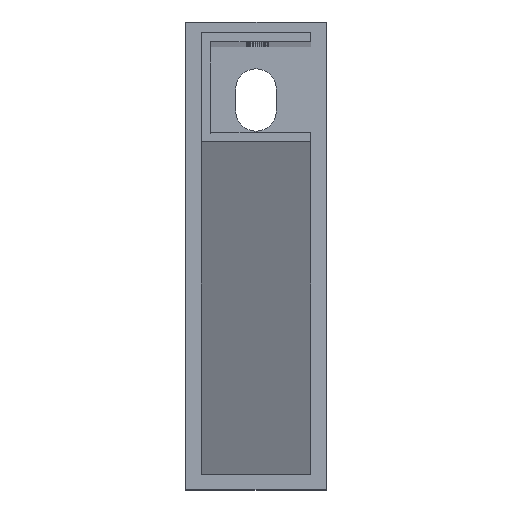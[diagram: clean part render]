
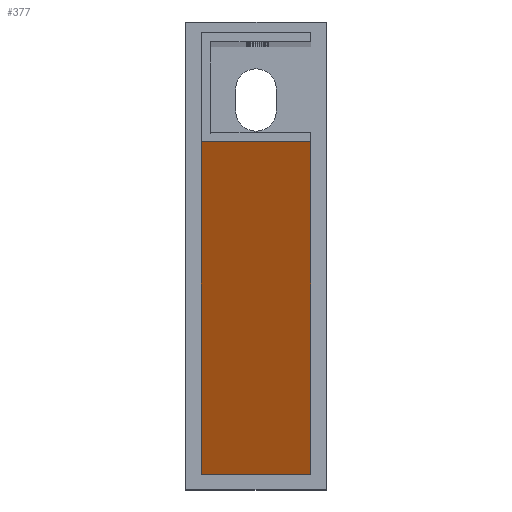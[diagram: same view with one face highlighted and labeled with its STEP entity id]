
A CAD part, top view. The second image highlights one B-rep face of the part: STEP entity #377.
In plain terms, the highlighted planar face has unit normal (0, -0.994, 0.112).
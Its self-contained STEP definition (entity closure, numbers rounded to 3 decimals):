
#136 = DIRECTION ( 'NONE',  ( 0., -0.112, -0.994 ) ) ;
#309 = VERTEX_POINT ( 'NONE', #5046 ) ;
#320 = FACE_OUTER_BOUND ( 'NONE', #713, .T. ) ;
#335 = LINE ( 'NONE', #1884, #987 ) ;
#377 = ADVANCED_FACE ( 'NONE', ( #320 ), #1869, .T. ) ;
#706 = CARTESIAN_POINT ( 'NONE',  ( 5., 110., 936. ) ) ;
#713 = EDGE_LOOP ( 'NONE', ( #1418, #4113, #4695, #1227 ) ) ;
#778 = EDGE_CURVE ( 'NONE', #2676, #2900, #4131, .T. ) ;
#987 = VECTOR ( 'NONE', #3058, 1000. ) ;
#1036 = CARTESIAN_POINT ( 'NONE',  ( 5., 5., 6. ) ) ;
#1227 = ORIENTED_EDGE ( 'NONE', *, *, #778, .F. ) ;
#1320 = AXIS2_PLACEMENT_3D ( 'NONE', #1895, #1434, #3422 ) ;
#1331 = VECTOR ( 'NONE', #2583, 1000. ) ;
#1418 = ORIENTED_EDGE ( 'NONE', *, *, #4032, .T. ) ;
#1434 = DIRECTION ( 'NONE',  ( 0., -0.994, 0.112 ) ) ;
#1625 = LINE ( 'NONE', #2802, #2700 ) ;
#1626 = CARTESIAN_POINT ( 'NONE',  ( 40., 110., 936. ) ) ;
#1869 = PLANE ( 'NONE',  #1320 ) ;
#1884 = CARTESIAN_POINT ( 'NONE',  ( 40., 110., 936. ) ) ;
#1895 = CARTESIAN_POINT ( 'NONE',  ( 0., 4.268, -0.482 ) ) ;
#2197 = EDGE_CURVE ( 'NONE', #309, #3987, #2974, .T. ) ;
#2583 = DIRECTION ( 'NONE',  ( 1., 0., 0. ) ) ;
#2676 = VERTEX_POINT ( 'NONE', #706 ) ;
#2700 = VECTOR ( 'NONE', #136, 1000. ) ;
#2802 = CARTESIAN_POINT ( 'NONE',  ( 5., 110., 936. ) ) ;
#2900 = VERTEX_POINT ( 'NONE', #1626 ) ;
#2974 = LINE ( 'NONE', #1036, #1331 ) ;
#3005 = CARTESIAN_POINT ( 'NONE',  ( 40., 110., 936. ) ) ;
#3058 = DIRECTION ( 'NONE',  ( 0., -0.112, -0.994 ) ) ;
#3422 = DIRECTION ( 'NONE',  ( 0., -0.112, -0.994 ) ) ;
#3470 = EDGE_CURVE ( 'NONE', #2900, #3987, #335, .T. ) ;
#3625 = CARTESIAN_POINT ( 'NONE',  ( 40., 5., 6. ) ) ;
#3845 = DIRECTION ( 'NONE',  ( 1., 0., 0. ) ) ;
#3987 = VERTEX_POINT ( 'NONE', #3625 ) ;
#4032 = EDGE_CURVE ( 'NONE', #2676, #309, #1625, .T. ) ;
#4113 = ORIENTED_EDGE ( 'NONE', *, *, #2197, .T. ) ;
#4131 = LINE ( 'NONE', #3005, #4839 ) ;
#4695 = ORIENTED_EDGE ( 'NONE', *, *, #3470, .F. ) ;
#4839 = VECTOR ( 'NONE', #3845, 1000. ) ;
#5046 = CARTESIAN_POINT ( 'NONE',  ( 5., 5., 6. ) ) ;
